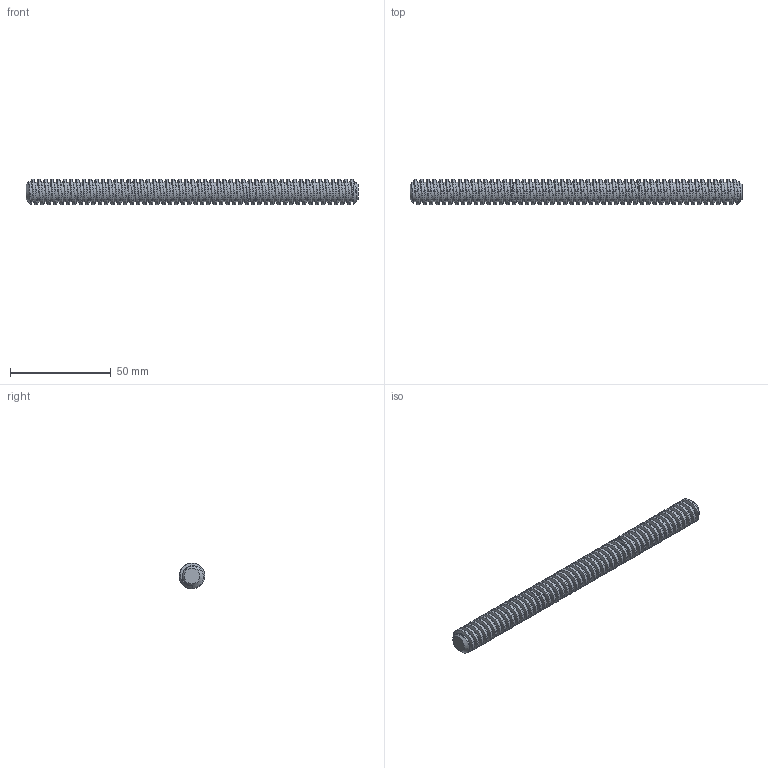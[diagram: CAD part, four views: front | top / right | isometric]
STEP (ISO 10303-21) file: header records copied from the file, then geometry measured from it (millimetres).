
FILE_DESCRIPTION (( 'STEP AP203' ), '1' );
FILE_NAME ('ACME Screw_98935A820_sldprt.STEP', '2023-01-20T01:40:21', ( '' ), ( '' ), 'SwSTEP 2.0', 'SolidWorks 2022', '' );
FILE_SCHEMA (( 'CONFIG_CONTROL_DESIGN' ));
Length unit declared in the file: inch
Products named in the file (1): ACME Screw_98935A820_sldprt
Bounding box: 165.1 x 12.7 x 12.7 mm (x, y, z)
Volume: 16165.5 mm3; surface area: 10671.3 mm2
Topology: 3 solids, 3 shells, 125 faces, 355 edges, 236 vertices
Faces by surface type: cylinder 106, bspline 9, plane 6, cone 4
Entity records: 20856 total; most frequent: CARTESIAN_POINT 18228, ORIENTED_EDGE 710, DIRECTION 369, EDGE_CURVE 355, VERTEX_POINT 236, AXIS2_PLACEMENT_3D 131, ADVANCED_FACE 125, FACE_OUTER_BOUND 125
